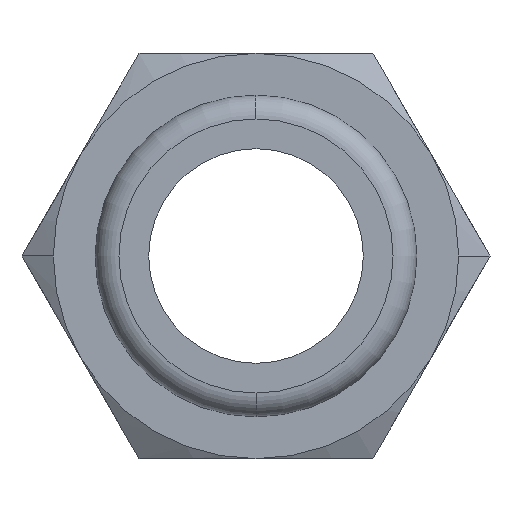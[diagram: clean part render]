
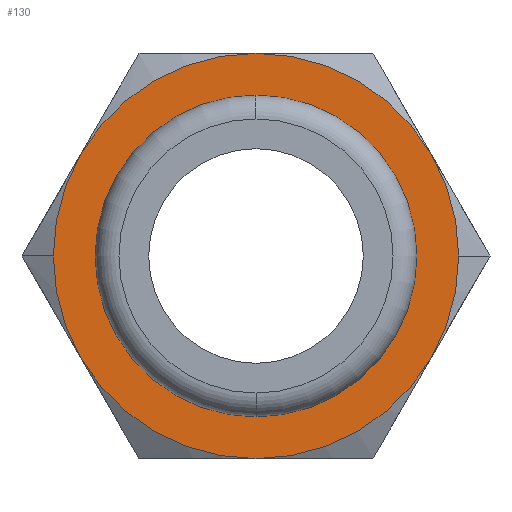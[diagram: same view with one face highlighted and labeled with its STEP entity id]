
A CAD part, front view. The second image highlights one B-rep face of the part: STEP entity #130.
In plain terms, the highlighted planar face has unit normal (0, -1, 0).
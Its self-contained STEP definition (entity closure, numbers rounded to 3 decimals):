
#130=ADVANCED_FACE('',(#263,#264),#265,.T.);
#263=FACE_OUTER_BOUND('',#394,.T.);
#264=FACE_BOUND('',#395,.T.);
#265=PLANE('',#396);
#394=EDGE_LOOP('',(#690,#691,#692,#693,#694,#695,#696,#697));
#395=EDGE_LOOP('',(#698,#699));
#396=AXIS2_PLACEMENT_3D('',#700,#701,#702);
#690=ORIENTED_EDGE('',*,*,#785,.T.);
#691=ORIENTED_EDGE('',*,*,#861,.T.);
#692=ORIENTED_EDGE('',*,*,#790,.T.);
#693=ORIENTED_EDGE('',*,*,#851,.T.);
#694=ORIENTED_EDGE('',*,*,#847,.T.);
#695=ORIENTED_EDGE('',*,*,#865,.T.);
#696=ORIENTED_EDGE('',*,*,#811,.T.);
#697=ORIENTED_EDGE('',*,*,#866,.T.);
#698=ORIENTED_EDGE('',*,*,#856,.F.);
#699=ORIENTED_EDGE('',*,*,#867,.F.);
#700=CARTESIAN_POINT('',(-4.25,15.5,0.0));
#701=DIRECTION('',(0.,-1.0,0.0));
#702=DIRECTION('',(-1.0,0.,0.0));
#785=EDGE_CURVE('',#935,#933,#936,.T.);
#790=EDGE_CURVE('',#939,#942,#944,.T.);
#811=EDGE_CURVE('',#973,#971,#974,.T.);
#847=EDGE_CURVE('',#1020,#1017,#1021,.T.);
#851=EDGE_CURVE('',#942,#1020,#1025,.T.);
#856=EDGE_CURVE('',#1032,#1028,#1034,.T.);
#861=EDGE_CURVE('',#933,#939,#1039,.T.);
#865=EDGE_CURVE('',#1017,#973,#1043,.T.);
#866=EDGE_CURVE('',#971,#935,#1044,.T.);
#867=EDGE_CURVE('',#1028,#1032,#1045,.T.);
#933=VERTEX_POINT('',#1119);
#935=VERTEX_POINT('',#1122);
#936=CIRCLE('',#1123,8.5);
#939=VERTEX_POINT('',#1137);
#942=VERTEX_POINT('',#1151);
#944=CIRCLE('',#1164,8.5);
#971=VERTEX_POINT('',#1207);
#973=VERTEX_POINT('',#1220);
#974=CIRCLE('',#1221,8.5);
#1017=VERTEX_POINT('',#1322);
#1020=VERTEX_POINT('',#1326);
#1021=CIRCLE('',#1327,8.5);
#1025=CIRCLE('',#1353,8.5);
#1028=VERTEX_POINT('',#1356);
#1032=VERTEX_POINT('',#1361);
#1034=CIRCLE('',#1364,6.75);
#1039=CIRCLE('',#1371,8.5);
#1043=CIRCLE('',#1376,8.5);
#1044=CIRCLE('',#1377,8.5);
#1045=CIRCLE('',#1378,6.75);
#1119=CARTESIAN_POINT('',(-8.5,15.5,0.));
#1122=CARTESIAN_POINT('',(-7.361,15.5,4.25));
#1123=AXIS2_PLACEMENT_3D('',#1462,#1463,#1464);
#1137=CARTESIAN_POINT('',(-7.361,15.5,-4.25));
#1151=CARTESIAN_POINT('',(0.,15.5,-8.5));
#1164=AXIS2_PLACEMENT_3D('',#1465,#1466,#1467);
#1207=CARTESIAN_POINT('',(0.,15.5,8.5));
#1220=CARTESIAN_POINT('',(7.361,15.5,4.25));
#1221=AXIS2_PLACEMENT_3D('',#1494,#1495,#1496);
#1322=CARTESIAN_POINT('',(8.5,15.5,0.));
#1326=CARTESIAN_POINT('',(7.361,15.5,-4.25));
#1327=AXIS2_PLACEMENT_3D('',#1521,#1522,#1523);
#1353=AXIS2_PLACEMENT_3D('',#1524,#1525,#1526);
#1356=CARTESIAN_POINT('',(6.75,15.5,0.));
#1361=CARTESIAN_POINT('',(-6.75,15.5,0.));
#1364=AXIS2_PLACEMENT_3D('',#1532,#1533,#1534);
#1371=AXIS2_PLACEMENT_3D('',#1537,#1538,#1539);
#1376=AXIS2_PLACEMENT_3D('',#1541,#1542,#1543);
#1377=AXIS2_PLACEMENT_3D('',#1544,#1545,#1546);
#1378=AXIS2_PLACEMENT_3D('',#1547,#1548,#1549);
#1462=CARTESIAN_POINT('',(0.,15.5,0.0));
#1463=DIRECTION('',(0.,-1.0,0.0));
#1464=DIRECTION('',(-1.0,0.,0.0));
#1465=CARTESIAN_POINT('',(0.,15.5,0.0));
#1466=DIRECTION('',(0.,-1.0,0.0));
#1467=DIRECTION('',(-1.0,0.,0.0));
#1494=CARTESIAN_POINT('',(0.,15.5,0.0));
#1495=DIRECTION('',(0.,-1.0,0.0));
#1496=DIRECTION('',(-1.0,0.,0.0));
#1521=CARTESIAN_POINT('',(0.,15.5,0.0));
#1522=DIRECTION('',(0.,-1.0,0.0));
#1523=DIRECTION('',(-1.0,0.,0.0));
#1524=CARTESIAN_POINT('',(0.,15.5,0.0));
#1525=DIRECTION('',(0.,-1.0,0.0));
#1526=DIRECTION('',(-1.0,0.,0.0));
#1532=CARTESIAN_POINT('',(0.0,15.5,0.0));
#1533=DIRECTION('',(0.,-1.0,0.0));
#1534=DIRECTION('',(1.0,0.,0.0));
#1537=CARTESIAN_POINT('',(0.,15.5,0.0));
#1538=DIRECTION('',(0.,-1.0,0.0));
#1539=DIRECTION('',(-1.0,0.,0.0));
#1541=CARTESIAN_POINT('',(0.,15.5,0.0));
#1542=DIRECTION('',(0.,-1.0,0.0));
#1543=DIRECTION('',(-1.0,0.,0.0));
#1544=CARTESIAN_POINT('',(0.,15.5,0.0));
#1545=DIRECTION('',(0.,-1.0,0.0));
#1546=DIRECTION('',(-1.0,0.,0.0));
#1547=CARTESIAN_POINT('',(0.0,15.5,0.0));
#1548=DIRECTION('',(0.,-1.0,0.0));
#1549=DIRECTION('',(1.0,0.,0.0));
